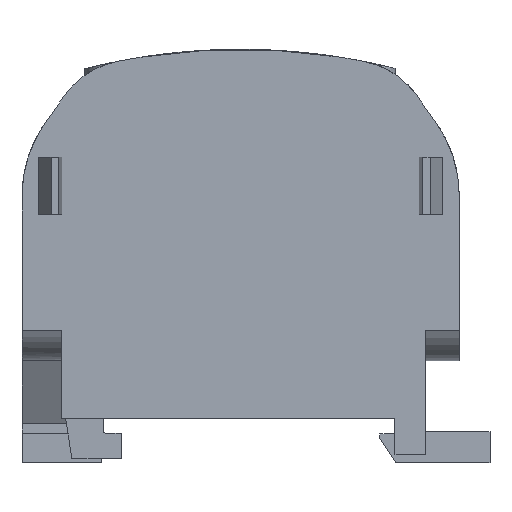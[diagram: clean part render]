
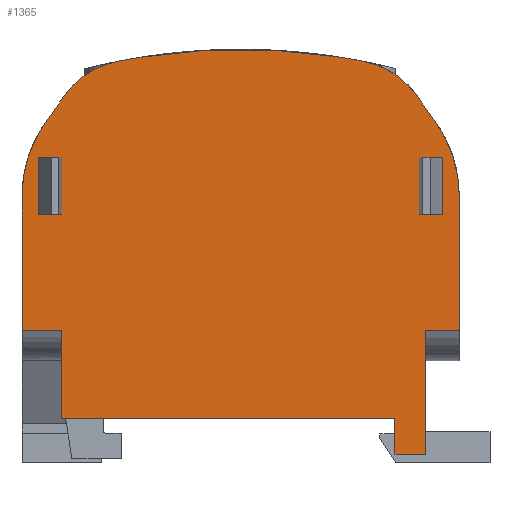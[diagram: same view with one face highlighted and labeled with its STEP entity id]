
A CAD part, left-side view. The second image highlights one B-rep face of the part: STEP entity #1365.
In plain terms, the highlighted planar face has unit normal (-1, 0, 0).
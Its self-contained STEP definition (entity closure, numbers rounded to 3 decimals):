
#1158=AXIS2_PLACEMENT_3D('Plane Axis2P3D',#1155,#1156,#1157) ;
#1162=AXIS2_PLACEMENT_3D('Circle Axis2P3D',#1160,#1161,$) ;
#1171=AXIS2_PLACEMENT_3D('Circle Axis2P3D',#1169,#1170,$) ;
#1178=AXIS2_PLACEMENT_3D('Circle Axis2P3D',#1176,#1177,$) ;
#1185=AXIS2_PLACEMENT_3D('Circle Axis2P3D',#1183,#1184,$) ;
#1199=AXIS2_PLACEMENT_3D('Circle Axis2P3D',#1197,#1198,$) ;
#1260=AXIS2_PLACEMENT_3D('Circle Axis2P3D',#1258,#1259,$) ;
#1274=AXIS2_PLACEMENT_3D('Circle Axis2P3D',#1272,#1273,$) ;
#316=CARTESIAN_POINT('Vertex',(6.812,55.65,15.735)) ;
#319=CARTESIAN_POINT('Line Origine',(6.812,55.65,23.727)) ;
#323=CARTESIAN_POINT('Vertex',(6.812,55.65,31.72)) ;
#1155=CARTESIAN_POINT('Axis2P3D Location',(6.812,0.,-0.177)) ;
#1160=CARTESIAN_POINT('Axis2P3D Location',(6.812,29.65,-25.845)) ;
#1164=CARTESIAN_POINT('Vertex',(6.812,18.065,48.26)) ;
#1166=CARTESIAN_POINT('Vertex',(6.812,14.901,47.695)) ;
#1169=CARTESIAN_POINT('Axis2P3D Location',(6.812,29.65,-25.84)) ;
#1173=CARTESIAN_POINT('Vertex',(6.812,41.235,48.259)) ;
#1176=CARTESIAN_POINT('Axis2P3D Location',(6.812,29.65,-25.845)) ;
#1180=CARTESIAN_POINT('Vertex',(6.812,44.399,47.695)) ;
#1183=CARTESIAN_POINT('Axis2P3D Location',(6.812,42.433,37.89)) ;
#1187=CARTESIAN_POINT('Vertex',(6.812,50.624,43.626)) ;
#1190=CARTESIAN_POINT('Line Origine',(6.812,51.781,41.975)) ;
#1194=CARTESIAN_POINT('Vertex',(6.812,52.937,40.323)) ;
#1197=CARTESIAN_POINT('Axis2P3D Location',(6.812,40.651,31.72)) ;
#1202=CARTESIAN_POINT('Line Origine',(6.812,53.3,15.735)) ;
#1206=CARTESIAN_POINT('Vertex',(6.812,50.95,15.735)) ;
#1209=CARTESIAN_POINT('Line Origine',(6.812,50.95,10.487)) ;
#1213=CARTESIAN_POINT('Vertex',(6.812,50.95,5.239)) ;
#1216=CARTESIAN_POINT('Line Origine',(6.812,31.123,5.239)) ;
#1220=CARTESIAN_POINT('Vertex',(6.812,11.297,5.239)) ;
#1223=CARTESIAN_POINT('Line Origine',(6.812,11.297,3.121)) ;
#1227=CARTESIAN_POINT('Vertex',(6.812,11.297,1.004)) ;
#1230=CARTESIAN_POINT('Line Origine',(6.812,9.497,1.004)) ;
#1234=CARTESIAN_POINT('Vertex',(6.812,7.697,1.004)) ;
#1237=CARTESIAN_POINT('Line Origine',(6.812,7.697,8.369)) ;
#1241=CARTESIAN_POINT('Vertex',(6.812,7.697,15.735)) ;
#1244=CARTESIAN_POINT('Line Origine',(6.812,5.673,15.735)) ;
#1248=CARTESIAN_POINT('Vertex',(6.812,3.65,15.735)) ;
#1251=CARTESIAN_POINT('Line Origine',(6.812,3.65,23.727)) ;
#1255=CARTESIAN_POINT('Vertex',(6.812,3.65,31.72)) ;
#1258=CARTESIAN_POINT('Axis2P3D Location',(6.812,18.649,31.72)) ;
#1262=CARTESIAN_POINT('Vertex',(6.812,6.363,40.323)) ;
#1265=CARTESIAN_POINT('Line Origine',(6.812,7.519,41.975)) ;
#1269=CARTESIAN_POINT('Vertex',(6.812,8.676,43.626)) ;
#1272=CARTESIAN_POINT('Axis2P3D Location',(6.812,16.867,37.89)) ;
#1297=CARTESIAN_POINT('Line Origine',(6.812,7.724,36.323)) ;
#1301=CARTESIAN_POINT('Vertex',(6.812,7.05,36.323)) ;
#1303=CARTESIAN_POINT('Vertex',(6.812,8.398,36.323)) ;
#1306=CARTESIAN_POINT('Line Origine',(6.812,7.05,32.923)) ;
#1310=CARTESIAN_POINT('Vertex',(6.812,7.05,29.523)) ;
#1313=CARTESIAN_POINT('Line Origine',(6.812,7.724,29.523)) ;
#1317=CARTESIAN_POINT('Vertex',(6.812,8.398,29.523)) ;
#1320=CARTESIAN_POINT('Line Origine',(6.812,8.398,32.923)) ;
#1331=CARTESIAN_POINT('Line Origine',(6.812,51.576,36.323)) ;
#1335=CARTESIAN_POINT('Vertex',(6.812,50.902,36.323)) ;
#1337=CARTESIAN_POINT('Vertex',(6.812,52.25,36.323)) ;
#1340=CARTESIAN_POINT('Line Origine',(6.812,50.902,32.923)) ;
#1344=CARTESIAN_POINT('Vertex',(6.812,50.902,29.523)) ;
#1347=CARTESIAN_POINT('Line Origine',(6.812,51.576,29.523)) ;
#1351=CARTESIAN_POINT('Vertex',(6.812,52.25,29.523)) ;
#1354=CARTESIAN_POINT('Line Origine',(6.812,52.25,32.923)) ;
#320=DIRECTION('Vector Direction',(0.,0.,1.)) ;
#1156=DIRECTION('Axis2P3D Direction',(1.,0.,0.)) ;
#1157=DIRECTION('Axis2P3D XDirection',(0.,1.,0.)) ;
#1161=DIRECTION('Axis2P3D Direction',(1.,0.,0.)) ;
#1170=DIRECTION('Axis2P3D Direction',(1.,0.,0.)) ;
#1177=DIRECTION('Axis2P3D Direction',(1.,0.,0.)) ;
#1184=DIRECTION('Axis2P3D Direction',(1.,0.,0.)) ;
#1191=DIRECTION('Vector Direction',(0.,0.574,-0.819)) ;
#1198=DIRECTION('Axis2P3D Direction',(1.,0.,0.)) ;
#1203=DIRECTION('Vector Direction',(0.,1.,0.)) ;
#1210=DIRECTION('Vector Direction',(0.,0.,1.)) ;
#1217=DIRECTION('Vector Direction',(0.,-1.,0.)) ;
#1224=DIRECTION('Vector Direction',(0.,0.,-1.)) ;
#1231=DIRECTION('Vector Direction',(0.,1.,0.)) ;
#1238=DIRECTION('Vector Direction',(0.,0.,-1.)) ;
#1245=DIRECTION('Vector Direction',(0.,-1.,0.)) ;
#1252=DIRECTION('Vector Direction',(0.,0.,-1.)) ;
#1259=DIRECTION('Axis2P3D Direction',(1.,0.,0.)) ;
#1266=DIRECTION('Vector Direction',(0.,-0.574,-0.819)) ;
#1273=DIRECTION('Axis2P3D Direction',(1.,0.,0.)) ;
#1298=DIRECTION('Vector Direction',(0.,1.,0.)) ;
#1307=DIRECTION('Vector Direction',(0.,0.,1.)) ;
#1314=DIRECTION('Vector Direction',(0.,1.,0.)) ;
#1321=DIRECTION('Vector Direction',(0.,0.,1.)) ;
#1332=DIRECTION('Vector Direction',(0.,1.,0.)) ;
#1341=DIRECTION('Vector Direction',(0.,0.,1.)) ;
#1348=DIRECTION('Vector Direction',(0.,1.,0.)) ;
#1355=DIRECTION('Vector Direction',(0.,0.,1.)) ;
#321=VECTOR('Line Direction',#320,1.) ;
#1192=VECTOR('Line Direction',#1191,1.) ;
#1204=VECTOR('Line Direction',#1203,1.) ;
#1211=VECTOR('Line Direction',#1210,1.) ;
#1218=VECTOR('Line Direction',#1217,1.) ;
#1225=VECTOR('Line Direction',#1224,1.) ;
#1232=VECTOR('Line Direction',#1231,1.) ;
#1239=VECTOR('Line Direction',#1238,1.) ;
#1246=VECTOR('Line Direction',#1245,1.) ;
#1253=VECTOR('Line Direction',#1252,1.) ;
#1267=VECTOR('Line Direction',#1266,1.) ;
#1299=VECTOR('Line Direction',#1298,1.) ;
#1308=VECTOR('Line Direction',#1307,1.) ;
#1315=VECTOR('Line Direction',#1314,1.) ;
#1322=VECTOR('Line Direction',#1321,1.) ;
#1333=VECTOR('Line Direction',#1332,1.) ;
#1342=VECTOR('Line Direction',#1341,1.) ;
#1349=VECTOR('Line Direction',#1348,1.) ;
#1356=VECTOR('Line Direction',#1355,1.) ;
#1278=ORIENTED_EDGE('',*,*,#1168,.F.) ;
#1279=ORIENTED_EDGE('',*,*,#1175,.F.) ;
#1280=ORIENTED_EDGE('',*,*,#1182,.F.) ;
#1281=ORIENTED_EDGE('',*,*,#1189,.F.) ;
#1282=ORIENTED_EDGE('',*,*,#1196,.F.) ;
#1283=ORIENTED_EDGE('',*,*,#1201,.F.) ;
#1284=ORIENTED_EDGE('',*,*,#325,.F.) ;
#1285=ORIENTED_EDGE('',*,*,#1208,.F.) ;
#1286=ORIENTED_EDGE('',*,*,#1215,.F.) ;
#1287=ORIENTED_EDGE('',*,*,#1222,.T.) ;
#1288=ORIENTED_EDGE('',*,*,#1229,.T.) ;
#1289=ORIENTED_EDGE('',*,*,#1236,.F.) ;
#1290=ORIENTED_EDGE('',*,*,#1243,.F.) ;
#1291=ORIENTED_EDGE('',*,*,#1250,.F.) ;
#1292=ORIENTED_EDGE('',*,*,#1257,.F.) ;
#1293=ORIENTED_EDGE('',*,*,#1264,.F.) ;
#1294=ORIENTED_EDGE('',*,*,#1271,.F.) ;
#1295=ORIENTED_EDGE('',*,*,#1276,.F.) ;
#1326=ORIENTED_EDGE('',*,*,#1305,.F.) ;
#1327=ORIENTED_EDGE('',*,*,#1312,.F.) ;
#1328=ORIENTED_EDGE('',*,*,#1319,.T.) ;
#1329=ORIENTED_EDGE('',*,*,#1324,.T.) ;
#1360=ORIENTED_EDGE('',*,*,#1339,.F.) ;
#1361=ORIENTED_EDGE('',*,*,#1346,.F.) ;
#1362=ORIENTED_EDGE('',*,*,#1353,.T.) ;
#1363=ORIENTED_EDGE('',*,*,#1358,.T.) ;
#1330=FACE_BOUND('',#1325,.T.) ;
#1364=FACE_BOUND('',#1359,.T.) ;
#1365=ADVANCED_FACE('KOERPER.2',(#1296,#1330,#1364),#1159,.F.) ;
#1163=CIRCLE('generated circle',#1162,75.004) ;
#1172=CIRCLE('generated circle',#1171,75.) ;
#1179=CIRCLE('generated circle',#1178,75.005) ;
#1186=CIRCLE('generated circle',#1185,10.) ;
#1200=CIRCLE('generated circle',#1199,14.999) ;
#1261=CIRCLE('generated circle',#1260,14.999) ;
#1275=CIRCLE('generated circle',#1274,10.) ;
#325=EDGE_CURVE('',#317,#324,#322,.T.) ;
#1168=EDGE_CURVE('',#1165,#1167,#1163,.T.) ;
#1175=EDGE_CURVE('',#1174,#1165,#1172,.T.) ;
#1182=EDGE_CURVE('',#1181,#1174,#1179,.T.) ;
#1189=EDGE_CURVE('',#1188,#1181,#1186,.T.) ;
#1196=EDGE_CURVE('',#1195,#1188,#1193,.F.) ;
#1201=EDGE_CURVE('',#324,#1195,#1200,.T.) ;
#1208=EDGE_CURVE('',#1207,#317,#1205,.T.) ;
#1215=EDGE_CURVE('',#1214,#1207,#1212,.T.) ;
#1222=EDGE_CURVE('',#1214,#1221,#1219,.T.) ;
#1229=EDGE_CURVE('',#1221,#1228,#1226,.T.) ;
#1236=EDGE_CURVE('',#1235,#1228,#1233,.T.) ;
#1243=EDGE_CURVE('',#1242,#1235,#1240,.T.) ;
#1250=EDGE_CURVE('',#1249,#1242,#1247,.F.) ;
#1257=EDGE_CURVE('',#1256,#1249,#1254,.T.) ;
#1264=EDGE_CURVE('',#1263,#1256,#1261,.T.) ;
#1271=EDGE_CURVE('',#1270,#1263,#1268,.T.) ;
#1276=EDGE_CURVE('',#1167,#1270,#1275,.T.) ;
#1305=EDGE_CURVE('',#1302,#1304,#1300,.T.) ;
#1312=EDGE_CURVE('',#1311,#1302,#1309,.T.) ;
#1319=EDGE_CURVE('',#1311,#1318,#1316,.T.) ;
#1324=EDGE_CURVE('',#1318,#1304,#1323,.T.) ;
#1339=EDGE_CURVE('',#1336,#1338,#1334,.T.) ;
#1346=EDGE_CURVE('',#1345,#1336,#1343,.T.) ;
#1353=EDGE_CURVE('',#1345,#1352,#1350,.T.) ;
#1358=EDGE_CURVE('',#1352,#1338,#1357,.T.) ;
#1277=EDGE_LOOP('',(#1278,#1279,#1280,#1281,#1282,#1283,#1284,#1285,#1286,#1287,#1288,#1289,#1290,#1291,#1292,#1293,#1294,#1295)) ;
#1325=EDGE_LOOP('',(#1326,#1327,#1328,#1329)) ;
#1359=EDGE_LOOP('',(#1360,#1361,#1362,#1363)) ;
#1296=FACE_OUTER_BOUND('',#1277,.T.) ;
#322=LINE('Line',#319,#321) ;
#1193=LINE('Line',#1190,#1192) ;
#1205=LINE('Line',#1202,#1204) ;
#1212=LINE('Line',#1209,#1211) ;
#1219=LINE('Line',#1216,#1218) ;
#1226=LINE('Line',#1223,#1225) ;
#1233=LINE('Line',#1230,#1232) ;
#1240=LINE('Line',#1237,#1239) ;
#1247=LINE('Line',#1244,#1246) ;
#1254=LINE('Line',#1251,#1253) ;
#1268=LINE('Line',#1265,#1267) ;
#1300=LINE('Line',#1297,#1299) ;
#1309=LINE('Line',#1306,#1308) ;
#1316=LINE('Line',#1313,#1315) ;
#1323=LINE('Line',#1320,#1322) ;
#1334=LINE('Line',#1331,#1333) ;
#1343=LINE('Line',#1340,#1342) ;
#1350=LINE('Line',#1347,#1349) ;
#1357=LINE('Line',#1354,#1356) ;
#1159=PLANE('',#1158) ;
#317=VERTEX_POINT('',#316) ;
#324=VERTEX_POINT('',#323) ;
#1165=VERTEX_POINT('',#1164) ;
#1167=VERTEX_POINT('',#1166) ;
#1174=VERTEX_POINT('',#1173) ;
#1181=VERTEX_POINT('',#1180) ;
#1188=VERTEX_POINT('',#1187) ;
#1195=VERTEX_POINT('',#1194) ;
#1207=VERTEX_POINT('',#1206) ;
#1214=VERTEX_POINT('',#1213) ;
#1221=VERTEX_POINT('',#1220) ;
#1228=VERTEX_POINT('',#1227) ;
#1235=VERTEX_POINT('',#1234) ;
#1242=VERTEX_POINT('',#1241) ;
#1249=VERTEX_POINT('',#1248) ;
#1256=VERTEX_POINT('',#1255) ;
#1263=VERTEX_POINT('',#1262) ;
#1270=VERTEX_POINT('',#1269) ;
#1302=VERTEX_POINT('',#1301) ;
#1304=VERTEX_POINT('',#1303) ;
#1311=VERTEX_POINT('',#1310) ;
#1318=VERTEX_POINT('',#1317) ;
#1336=VERTEX_POINT('',#1335) ;
#1338=VERTEX_POINT('',#1337) ;
#1345=VERTEX_POINT('',#1344) ;
#1352=VERTEX_POINT('',#1351) ;
